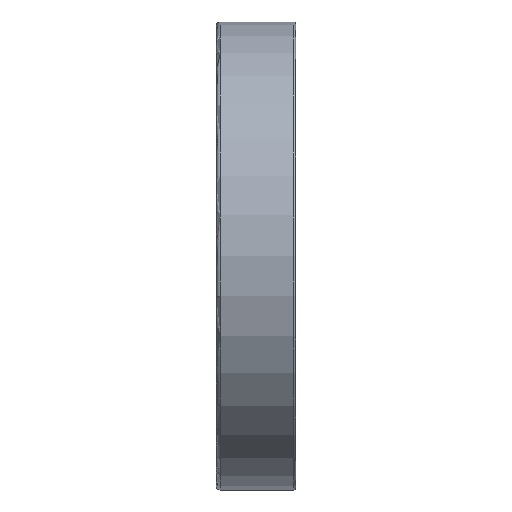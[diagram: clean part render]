
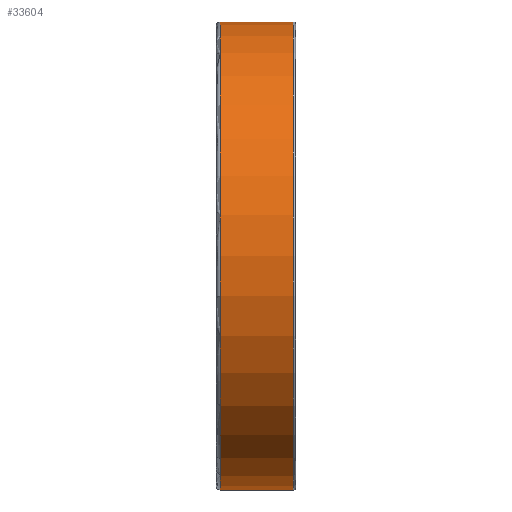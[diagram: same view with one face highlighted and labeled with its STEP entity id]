
A CAD part, top view. The second image highlights one B-rep face of the part: STEP entity #33604.
In plain terms, the highlighted cylindrical face has radius 65 mm (diameter 130 mm), a partial arc.
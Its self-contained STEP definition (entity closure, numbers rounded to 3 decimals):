
#24327=DIRECTION('',(-1.,0.,0.));
#24328=VECTOR('',#24327,20.3);
#24329=CARTESIAN_POINT('',(10.4,65.,0.));
#24330=LINE('',#24329,#24328);
#24334=DIRECTION('',(-1.,0.,0.));
#24335=VECTOR('',#24334,20.3);
#24336=CARTESIAN_POINT('',(10.4,-65.,0.));
#24337=LINE('',#24336,#24335);
#24349=CARTESIAN_POINT('',(10.4,0.,0.));
#24350=DIRECTION('',(1.,0.,0.));
#24351=DIRECTION('',(0.,1.,0.));
#24352=AXIS2_PLACEMENT_3D('',#24349,#24350,#24351);
#24357=CARTESIAN_POINT('',(-9.9,0.,0.));
#24358=DIRECTION('',(1.,0.,0.));
#24359=DIRECTION('',(0.,1.,0.));
#24360=AXIS2_PLACEMENT_3D('',#24357,#24358,#24359);
#30838=CARTESIAN_POINT('',(10.4,65.,0.));
#30839=CARTESIAN_POINT('',(-9.9,65.,0.));
#30840=VERTEX_POINT('',#30838);
#30841=VERTEX_POINT('',#30839);
#30850=CARTESIAN_POINT('',(10.4,-65.,0.));
#30851=CARTESIAN_POINT('',(-9.9,-65.,0.));
#30852=VERTEX_POINT('',#30850);
#30853=VERTEX_POINT('',#30851);
#33592=CARTESIAN_POINT('',(-12.1,0.,0.));
#33593=DIRECTION('',(1.,0.,0.));
#33594=DIRECTION('',(0.,-1.,0.));
#33595=AXIS2_PLACEMENT_3D('',#33592,#33593,#33594);
#33596=CYLINDRICAL_SURFACE('',#33595,65.);
#33597=ORIENTED_EDGE('',*,*,#33582,.F.);
#33598=ORIENTED_EDGE('',*,*,#33559,.T.);
#33599=ORIENTED_EDGE('',*,*,#33586,.T.);
#33601=ORIENTED_EDGE('',*,*,#33600,.F.);
#33602=EDGE_LOOP('',(#33597,#33598,#33599,#33601));
#33603=FACE_OUTER_BOUND('',#33602,.F.);
#24353=CIRCLE('',#24352,65.);
#24361=CIRCLE('',#24360,65.);
#33559=EDGE_CURVE('',#30840,#30852,#24353,.T.);
#33582=EDGE_CURVE('',#30840,#30841,#24330,.T.);
#33586=EDGE_CURVE('',#30852,#30853,#24337,.T.);
#33600=EDGE_CURVE('',#30841,#30853,#24361,.T.);
#33604=ADVANCED_FACE('',(#33603),#33596,.T.);
